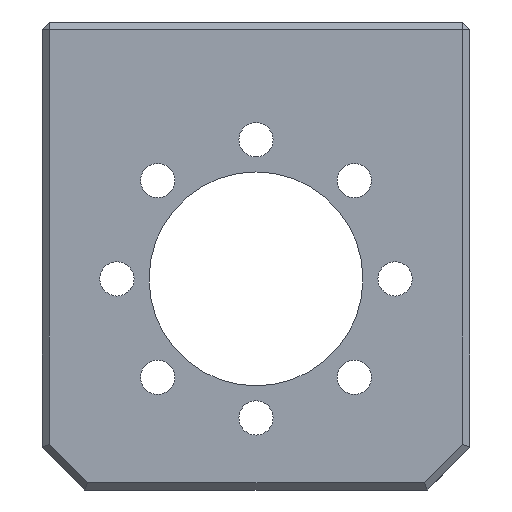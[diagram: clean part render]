
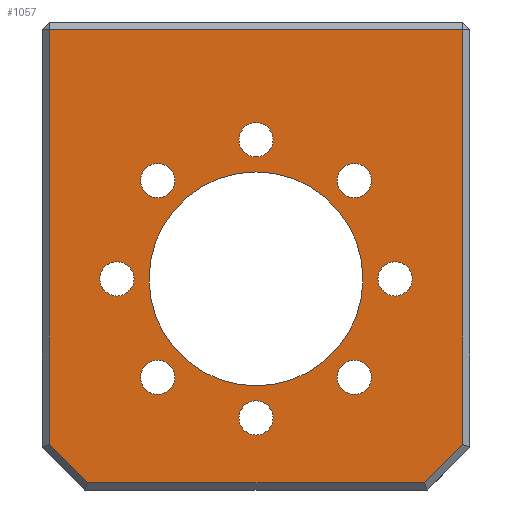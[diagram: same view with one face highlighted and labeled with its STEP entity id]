
A CAD part, front view. The second image highlights one B-rep face of the part: STEP entity #1057.
In plain terms, the highlighted planar face has unit normal (0, -1, 0).
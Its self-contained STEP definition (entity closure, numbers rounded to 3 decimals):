
#24=FACE_BOUND('',#182,.T.);
#25=FACE_BOUND('',#183,.T.);
#26=FACE_BOUND('',#184,.T.);
#27=FACE_BOUND('',#185,.T.);
#28=FACE_BOUND('',#186,.T.);
#29=FACE_BOUND('',#187,.T.);
#30=FACE_BOUND('',#188,.T.);
#31=FACE_BOUND('',#189,.T.);
#32=FACE_BOUND('',#190,.T.);
#69=PLANE('',#1143);
#115=FACE_OUTER_BOUND('',#181,.T.);
#181=EDGE_LOOP('',(#887,#888,#889,#890,#891,#892));
#182=EDGE_LOOP('',(#893));
#183=EDGE_LOOP('',(#894));
#184=EDGE_LOOP('',(#895));
#185=EDGE_LOOP('',(#896));
#186=EDGE_LOOP('',(#897));
#187=EDGE_LOOP('',(#898));
#188=EDGE_LOOP('',(#899));
#189=EDGE_LOOP('',(#900));
#190=EDGE_LOOP('',(#901));
#228=CIRCLE('',#1144,1.2);
#229=CIRCLE('',#1145,1.2);
#230=CIRCLE('',#1146,1.2);
#231=CIRCLE('',#1147,1.2);
#232=CIRCLE('',#1148,1.2);
#233=CIRCLE('',#1149,1.2);
#234=CIRCLE('',#1150,7.5);
#235=CIRCLE('',#1151,1.2);
#236=CIRCLE('',#1152,1.2);
#321=LINE('',#1661,#438);
#328=LINE('',#1674,#445);
#330=LINE('',#1678,#447);
#333=LINE('',#1684,#450);
#336=LINE('',#1689,#453);
#338=LINE('',#1692,#455);
#438=VECTOR('',#1344,10.);
#445=VECTOR('',#1357,10.);
#447=VECTOR('',#1361,10.);
#450=VECTOR('',#1366,10.);
#453=VECTOR('',#1371,10.);
#455=VECTOR('',#1375,10.);
#545=VERTEX_POINT('',#1651);
#547=VERTEX_POINT('',#1660);
#548=VERTEX_POINT('',#1664);
#551=VERTEX_POINT('',#1677);
#553=VERTEX_POINT('',#1683);
#554=VERTEX_POINT('',#1688);
#555=VERTEX_POINT('',#1696);
#556=VERTEX_POINT('',#1698);
#557=VERTEX_POINT('',#1700);
#558=VERTEX_POINT('',#1702);
#559=VERTEX_POINT('',#1704);
#560=VERTEX_POINT('',#1706);
#561=VERTEX_POINT('',#1708);
#562=VERTEX_POINT('',#1710);
#563=VERTEX_POINT('',#1712);
#664=EDGE_CURVE('',#547,#545,#321,.T.);
#671=EDGE_CURVE('',#545,#548,#328,.T.);
#673=EDGE_CURVE('',#548,#551,#330,.T.);
#676=EDGE_CURVE('',#551,#553,#333,.T.);
#679=EDGE_CURVE('',#553,#554,#336,.T.);
#681=EDGE_CURVE('',#554,#547,#338,.T.);
#683=EDGE_CURVE('',#555,#555,#228,.T.);
#684=EDGE_CURVE('',#556,#556,#229,.T.);
#685=EDGE_CURVE('',#557,#557,#230,.T.);
#686=EDGE_CURVE('',#558,#558,#231,.T.);
#687=EDGE_CURVE('',#559,#559,#232,.T.);
#688=EDGE_CURVE('',#560,#560,#233,.T.);
#689=EDGE_CURVE('',#561,#561,#234,.T.);
#690=EDGE_CURVE('',#562,#562,#235,.T.);
#691=EDGE_CURVE('',#563,#563,#236,.T.);
#887=ORIENTED_EDGE('',*,*,#664,.F.);
#888=ORIENTED_EDGE('',*,*,#681,.F.);
#889=ORIENTED_EDGE('',*,*,#679,.F.);
#890=ORIENTED_EDGE('',*,*,#676,.F.);
#891=ORIENTED_EDGE('',*,*,#673,.F.);
#892=ORIENTED_EDGE('',*,*,#671,.F.);
#893=ORIENTED_EDGE('',*,*,#683,.T.);
#894=ORIENTED_EDGE('',*,*,#684,.T.);
#895=ORIENTED_EDGE('',*,*,#685,.T.);
#896=ORIENTED_EDGE('',*,*,#686,.T.);
#897=ORIENTED_EDGE('',*,*,#687,.T.);
#898=ORIENTED_EDGE('',*,*,#688,.T.);
#899=ORIENTED_EDGE('',*,*,#689,.T.);
#900=ORIENTED_EDGE('',*,*,#690,.T.);
#901=ORIENTED_EDGE('',*,*,#691,.T.);
#1057=ADVANCED_FACE('',(#115,#24,#25,#26,#27,#28,#29,#30,#31,#32),#69,.F.);
#1143=AXIS2_PLACEMENT_3D('',#1695,#1379,#1380);
#1144=AXIS2_PLACEMENT_3D('',#1697,#1381,#1382);
#1145=AXIS2_PLACEMENT_3D('',#1699,#1383,#1384);
#1146=AXIS2_PLACEMENT_3D('',#1701,#1385,#1386);
#1147=AXIS2_PLACEMENT_3D('',#1703,#1387,#1388);
#1148=AXIS2_PLACEMENT_3D('',#1705,#1389,#1390);
#1149=AXIS2_PLACEMENT_3D('',#1707,#1391,#1392);
#1150=AXIS2_PLACEMENT_3D('',#1709,#1393,#1394);
#1151=AXIS2_PLACEMENT_3D('',#1711,#1395,#1396);
#1152=AXIS2_PLACEMENT_3D('',#1713,#1397,#1398);
#1344=DIRECTION('',(0.,0.,1.));
#1357=DIRECTION('',(1.,0.,0.));
#1361=DIRECTION('',(0.,0.,-1.));
#1366=DIRECTION('',(-0.707,0.,-0.707));
#1371=DIRECTION('',(-1.,0.,0.));
#1375=DIRECTION('',(-0.707,0.,0.707));
#1379=DIRECTION('center_axis',(0.,1.,0.));
#1380=DIRECTION('ref_axis',(1.,0.,0.));
#1381=DIRECTION('center_axis',(0.,1.,0.));
#1382=DIRECTION('ref_axis',(1.,0.,0.));
#1383=DIRECTION('center_axis',(0.,1.,0.));
#1384=DIRECTION('ref_axis',(1.,0.,0.));
#1385=DIRECTION('center_axis',(0.,1.,0.));
#1386=DIRECTION('ref_axis',(1.,0.,0.));
#1387=DIRECTION('center_axis',(0.,1.,0.));
#1388=DIRECTION('ref_axis',(1.,0.,0.));
#1389=DIRECTION('center_axis',(0.,1.,0.));
#1390=DIRECTION('ref_axis',(1.,0.,0.));
#1391=DIRECTION('center_axis',(0.,1.,0.));
#1392=DIRECTION('ref_axis',(1.,0.,0.));
#1393=DIRECTION('center_axis',(0.,1.,0.));
#1394=DIRECTION('ref_axis',(1.,0.,0.));
#1395=DIRECTION('center_axis',(0.,1.,0.));
#1396=DIRECTION('ref_axis',(1.,0.,0.));
#1397=DIRECTION('center_axis',(0.,1.,0.));
#1398=DIRECTION('ref_axis',(1.,0.,0.));
#1651=CARTESIAN_POINT('',(-14.5,-3.2,17.5));
#1660=CARTESIAN_POINT('',(-14.5,-3.2,-11.593));
#1661=CARTESIAN_POINT('',(-14.5,-3.2,9.8));
#1664=CARTESIAN_POINT('',(14.5,-3.2,17.5));
#1674=CARTESIAN_POINT('',(7.5,-3.2,17.5));
#1677=CARTESIAN_POINT('',(14.5,-3.2,-11.593));
#1678=CARTESIAN_POINT('',(14.5,-3.2,-6.6));
#1683=CARTESIAN_POINT('',(11.793,-3.2,-14.3));
#1684=CARTESIAN_POINT('',(13.496,-3.2,-12.596));
#1688=CARTESIAN_POINT('',(-11.793,-3.2,-14.3));
#1689=CARTESIAN_POINT('',(-7.5,-3.2,-14.3));
#1692=CARTESIAN_POINT('',(-13.496,-3.2,-12.596));
#1695=CARTESIAN_POINT('Origin',(0.,-3.2,1.6));
#1696=CARTESIAN_POINT('',(8.55,-3.2,0.));
#1697=CARTESIAN_POINT('Origin',(9.75,-3.2,0.));
#1698=CARTESIAN_POINT('',(5.694,-3.2,6.894));
#1699=CARTESIAN_POINT('Origin',(6.894,-3.2,6.894));
#1700=CARTESIAN_POINT('',(-10.95,-3.2,0.));
#1701=CARTESIAN_POINT('Origin',(-9.75,-3.2,0.));
#1702=CARTESIAN_POINT('',(-1.2,-3.2,-9.75));
#1703=CARTESIAN_POINT('Origin',(0.,-3.2,-9.75));
#1704=CARTESIAN_POINT('',(-8.094,-3.2,6.894));
#1705=CARTESIAN_POINT('Origin',(-6.894,-3.2,6.894));
#1706=CARTESIAN_POINT('',(-8.094,-3.2,-6.894));
#1707=CARTESIAN_POINT('Origin',(-6.894,-3.2,-6.894));
#1708=CARTESIAN_POINT('',(-7.5,-3.2,0.));
#1709=CARTESIAN_POINT('Origin',(0.,-3.2,0.));
#1710=CARTESIAN_POINT('',(5.694,-3.2,-6.894));
#1711=CARTESIAN_POINT('Origin',(6.894,-3.2,-6.894));
#1712=CARTESIAN_POINT('',(-1.2,-3.2,9.75));
#1713=CARTESIAN_POINT('Origin',(0.,-3.2,9.75));
